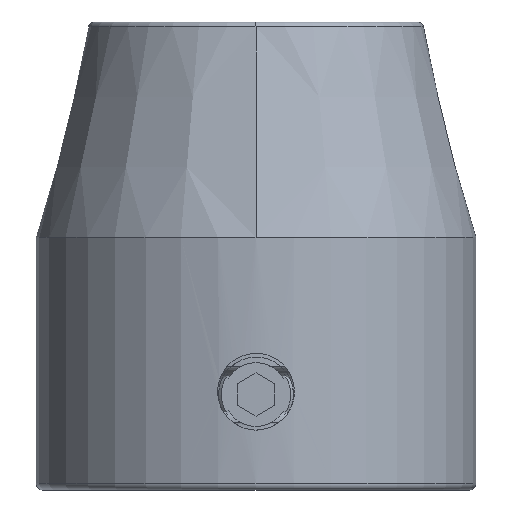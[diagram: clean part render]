
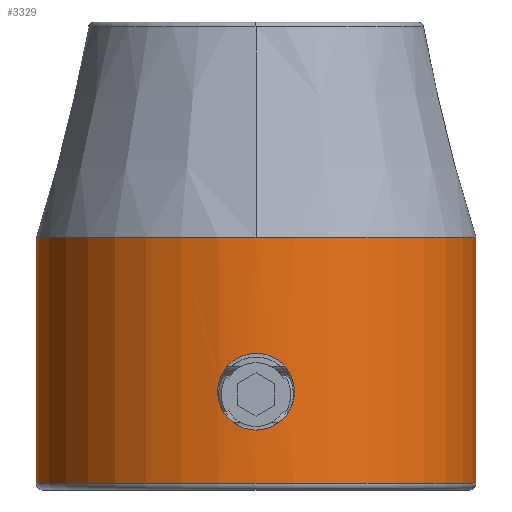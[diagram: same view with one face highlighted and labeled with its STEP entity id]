
A CAD part, front view. The second image highlights one B-rep face of the part: STEP entity #3329.
In plain terms, the highlighted cylindrical face has radius 23.5 mm (diameter 47 mm), a partial arc.
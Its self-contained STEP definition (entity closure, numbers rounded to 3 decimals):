
#2892=CARTESIAN_POINT('',(4.1,-23.14,10.2));
#2893=CARTESIAN_POINT('',(4.1,-23.14,9.941));
#2894=CARTESIAN_POINT('',(4.054,-23.148,9.426));
#2895=CARTESIAN_POINT('',(3.813,-23.189,8.617));
#2896=CARTESIAN_POINT('',(3.428,-23.25,7.904));
#2897=CARTESIAN_POINT('',(2.92,-23.32,7.286));
#2898=CARTESIAN_POINT('',(2.305,-23.39,6.778));
#2899=CARTESIAN_POINT('',(1.592,-23.45,6.39));
#2900=CARTESIAN_POINT('',(0.769,-23.492,
6.144));
#2901=CARTESIAN_POINT('',(-0.017,-23.504,
6.076));
#2902=CARTESIAN_POINT('',(-0.82,-23.491,
6.154));
#2903=CARTESIAN_POINT('',(-1.637,-23.447,
6.41));
#2904=CARTESIAN_POINT('',(-2.342,-23.386,
6.804));
#2905=CARTESIAN_POINT('',(-2.943,-23.317,
7.31));
#2906=CARTESIAN_POINT('',(-3.442,-23.248,
7.926));
#2907=CARTESIAN_POINT('',(-3.819,-23.188,
8.634));
#2908=CARTESIAN_POINT('',(-4.055,-23.148,
9.435));
#2909=CARTESIAN_POINT('',(-4.1,-23.14,9.944));
#2910=CARTESIAN_POINT('',(-4.1,-23.14,10.2));
#2915=CARTESIAN_POINT('',(-4.1,-23.14,10.2));
#2916=CARTESIAN_POINT('',(-4.1,-23.14,10.455));
#2917=CARTESIAN_POINT('',(-4.055,-23.148,
10.962));
#2918=CARTESIAN_POINT('',(-3.821,-23.188,
11.76));
#2919=CARTESIAN_POINT('',(-3.446,-23.247,
12.469));
#2920=CARTESIAN_POINT('',(-2.95,-23.316,
13.083));
#2921=CARTESIAN_POINT('',(-2.36,-23.384,
13.582));
#2922=CARTESIAN_POINT('',(-1.665,-23.445,
13.977));
#2923=CARTESIAN_POINT('',(-0.849,-23.49,
14.243));
#2924=CARTESIAN_POINT('',(0.026,-23.506,
14.332));
#2925=CARTESIAN_POINT('',(0.907,-23.488,
14.23));
#2926=CARTESIAN_POINT('',(1.711,-23.442,13.956));
#2927=CARTESIAN_POINT('',(2.395,-23.38,13.557));
#2928=CARTESIAN_POINT('',(2.972,-23.313,13.059));
#2929=CARTESIAN_POINT('',(3.459,-23.245,12.447));
#2930=CARTESIAN_POINT('',(3.827,-23.187,11.744));
#2931=CARTESIAN_POINT('',(4.056,-23.147,10.954));
#2932=CARTESIAN_POINT('',(4.1,-23.14,10.452));
#2933=CARTESIAN_POINT('',(4.1,-23.14,10.2));
#2938=CARTESIAN_POINT('',(0.,0.,0.4));
#2939=DIRECTION('',(0.,0.,-1.));
#2940=DIRECTION('',(1.,0.,0.));
#2941=AXIS2_PLACEMENT_3D('',#2938,#2939,#2940);
#2946=DIRECTION('',(0.,0.,1.));
#2947=VECTOR('',#2946,26.3);
#2948=CARTESIAN_POINT('',(-23.5,0.,0.4));
#2949=LINE('',#2948,#2947);
#2953=CARTESIAN_POINT('',(0.,0.,26.7));
#2954=DIRECTION('',(0.,0.,1.));
#2955=DIRECTION('',(-1.,0.,0.));
#2956=AXIS2_PLACEMENT_3D('',#2953,#2954,#2955);
#2961=CARTESIAN_POINT('',(0.,0.,26.7));
#2962=DIRECTION('',(0.,0.,1.));
#2963=DIRECTION('',(0.,-1.,0.));
#2964=AXIS2_PLACEMENT_3D('',#2961,#2962,#2963);
#2993=DIRECTION('',(0.,0.,1.));
#2994=VECTOR('',#2993,26.3);
#2995=CARTESIAN_POINT('',(23.5,0.,0.4));
#2996=LINE('',#2995,#2994);
#3118=CARTESIAN_POINT('',(4.1,-23.14,10.2));
#3119=VERTEX_POINT('',#3118);
#3120=CARTESIAN_POINT('',(-4.1,-23.14,10.2));
#3121=VERTEX_POINT('',#3120);
#3134=CARTESIAN_POINT('',(-23.5,0.,0.4));
#3135=CARTESIAN_POINT('',(23.5,0.,0.4));
#3136=VERTEX_POINT('',#3134);
#3137=VERTEX_POINT('',#3135);
#3142=CARTESIAN_POINT('',(23.5,0.,26.7));
#3144=VERTEX_POINT('',#3142);
#3146=CARTESIAN_POINT('',(-23.5,0.,26.7));
#3147=VERTEX_POINT('',#3146);
#3148=CARTESIAN_POINT('',(0.,-23.5,26.7));
#3149=VERTEX_POINT('',#3148);
#3308=CARTESIAN_POINT('',(0.,0.,-0.3));
#3309=DIRECTION('',(0.,0.,1.));
#3310=DIRECTION('',(1.,0.,0.));
#3311=AXIS2_PLACEMENT_3D('',#3308,#3309,#3310);
#3312=CYLINDRICAL_SURFACE('',#3311,23.5);
#3314=ORIENTED_EDGE('',*,*,#3313,.F.);
#3316=ORIENTED_EDGE('',*,*,#3315,.T.);
#3318=ORIENTED_EDGE('',*,*,#3317,.T.);
#3320=ORIENTED_EDGE('',*,*,#3319,.T.);
#3322=ORIENTED_EDGE('',*,*,#3321,.T.);
#3323=EDGE_LOOP('',(#3314,#3316,#3318,#3320,#3322));
#3324=FACE_OUTER_BOUND('',#3323,.F.);
#3325=ORIENTED_EDGE('',*,*,#3284,.F.);
#3326=ORIENTED_EDGE('',*,*,#3302,.F.);
#3327=EDGE_LOOP('',(#3325,#3326));
#3328=FACE_BOUND('',#3327,.F.);
#3329=ADVANCED_FACE('',(#3324,#3328),#3312,.T.);
#2911=B_SPLINE_CURVE_WITH_KNOTS('',3,(#2892,#2893,#2894,#2895,#2896,#2897,#2898,
#2899,#2900,#2901,#2902,#2903,#2904,#2905,#2906,#2907,#2908,#2909,#2910),
.UNSPECIFIED.,.F.,.F.,(4,1,1,1,1,1,1,1,1,1,1,1,1,1,1,1,4),(0.,0.063,0.125,
0.188,0.25,0.313,0.375,0.438,0.5,0.563,0.625,0.688,
0.75,0.813,0.875,0.938,1.),.UNSPECIFIED.);
#2934=B_SPLINE_CURVE_WITH_KNOTS('',3,(#2915,#2916,#2917,#2918,#2919,#2920,#2921,
#2922,#2923,#2924,#2925,#2926,#2927,#2928,#2929,#2930,#2931,#2932,#2933),
.UNSPECIFIED.,.F.,.F.,(4,1,1,1,1,1,1,1,1,1,1,1,1,1,1,1,4),(0.,0.063,0.125,
0.188,0.25,0.313,0.375,0.438,0.5,0.563,0.625,0.688,
0.75,0.813,0.875,0.938,1.),.UNSPECIFIED.);
#2942=CIRCLE('',#2941,23.5);
#2957=CIRCLE('',#2956,23.5);
#2965=CIRCLE('',#2964,23.5);
#3284=EDGE_CURVE('',#3119,#3121,#2911,.T.);
#3302=EDGE_CURVE('',#3121,#3119,#2934,.T.);
#3313=EDGE_CURVE('',#3137,#3144,#2996,.T.);
#3315=EDGE_CURVE('',#3137,#3136,#2942,.T.);
#3317=EDGE_CURVE('',#3136,#3147,#2949,.T.);
#3319=EDGE_CURVE('',#3147,#3149,#2957,.T.);
#3321=EDGE_CURVE('',#3149,#3144,#2965,.T.);
